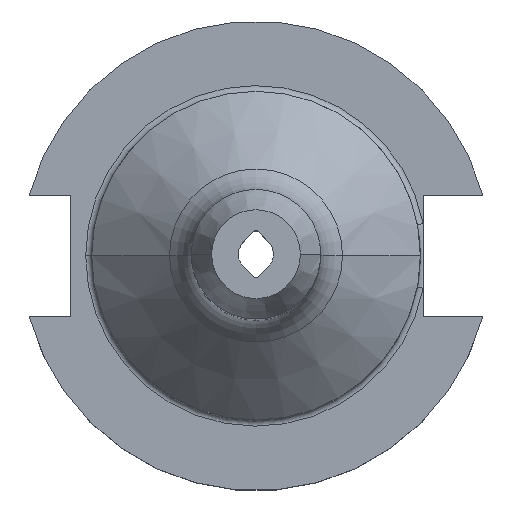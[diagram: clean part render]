
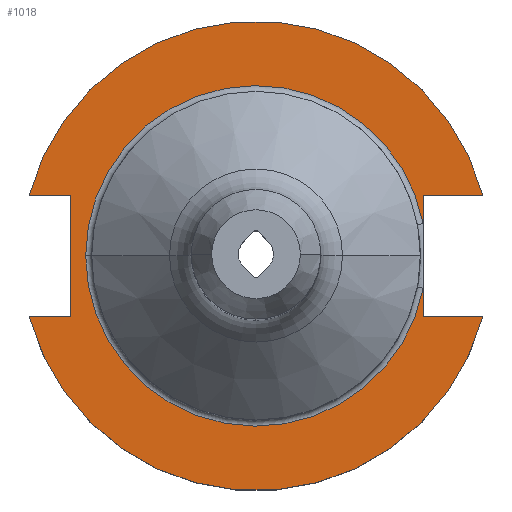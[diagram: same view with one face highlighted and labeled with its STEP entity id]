
A CAD part, top view. The second image highlights one B-rep face of the part: STEP entity #1018.
In plain terms, the highlighted planar face has unit normal (0, 0, 1).
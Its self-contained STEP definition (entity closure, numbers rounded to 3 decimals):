
#51 = CARTESIAN_POINT ( 'NONE',  ( 22.606, -4.373, 19.05 ) ) ;
#92 = CIRCLE ( 'NONE', #300, 23.025 ) ;
#93 = CIRCLE ( 'NONE', #1323, 23.025 ) ;
#103 = VERTEX_POINT ( 'NONE', #267 ) ;
#126 = CARTESIAN_POINT ( 'NONE',  ( 22.606, 8.191, 19.05 ) ) ;
#133 = VERTEX_POINT ( 'NONE', #250 ) ;
#142 = DIRECTION ( 'NONE',  ( 0., -1., 0. ) ) ;
#150 = FACE_OUTER_BOUND ( 'NONE', #1667, .T. ) ;
#181 = VERTEX_POINT ( 'NONE', #894 ) ;
#217 = AXIS2_PLACEMENT_3D ( 'NONE', #447, #358, #341 ) ;
#222 = CARTESIAN_POINT ( 'NONE',  ( -25.091, 8.191, 19.05 ) ) ;
#229 = VECTOR ( 'NONE', #1674, 1000. ) ;
#235 = CARTESIAN_POINT ( 'NONE',  ( -25.091, 8.191, 19.05 ) ) ;
#249 = CARTESIAN_POINT ( 'NONE',  ( 0., -8.191, 19.05 ) ) ;
#250 = CARTESIAN_POINT ( 'NONE',  ( 30.675, 8.191, 19.05 ) ) ;
#251 = DIRECTION ( 'NONE',  ( 1., 0., 0. ) ) ;
#267 = CARTESIAN_POINT ( 'NONE',  ( 30.675, -8.191, 19.05 ) ) ;
#300 = AXIS2_PLACEMENT_3D ( 'NONE', #670, #533, #649 ) ;
#313 = EDGE_CURVE ( 'NONE', #1671, #1045, #1645, .T. ) ;
#341 = DIRECTION ( 'NONE',  ( -1., 0., 0. ) ) ;
#358 = DIRECTION ( 'NONE',  ( 0., 0., -1. ) ) ;
#360 = VECTOR ( 'NONE', #1858, 1000. ) ;
#402 = VERTEX_POINT ( 'NONE', #1880 ) ;
#447 = CARTESIAN_POINT ( 'NONE',  ( 0., 22.225, 19.05 ) ) ;
#466 = DIRECTION ( 'NONE',  ( -1., 0., 0. ) ) ;
#469 = DIRECTION ( 'NONE',  ( 0., 0., -1. ) ) ;
#471 = CARTESIAN_POINT ( 'NONE',  ( 0., 0., 19.05 ) ) ;
#489 = PLANE ( 'NONE',  #217 ) ;
#526 = CIRCLE ( 'NONE', #582, 31.75 ) ;
#533 = DIRECTION ( 'NONE',  ( 0., 0., -1. ) ) ;
#567 = EDGE_CURVE ( 'NONE', #402, #1057, #746, .T. ) ;
#582 = AXIS2_PLACEMENT_3D ( 'NONE', #1305, #1306, #1317 ) ;
#635 = CARTESIAN_POINT ( 'NONE',  ( -25.091, -8.191, 19.05 ) ) ;
#649 = DIRECTION ( 'NONE',  ( -1., 0., 0. ) ) ;
#654 = ORIENTED_EDGE ( 'NONE', *, *, #313, .T. ) ;
#663 = ORIENTED_EDGE ( 'NONE', *, *, #1898, .T. ) ;
#670 = CARTESIAN_POINT ( 'NONE',  ( 0., 0., 19.05 ) ) ;
#700 = VECTOR ( 'NONE', #962, 1000. ) ;
#704 = ORIENTED_EDGE ( 'NONE', *, *, #1128, .F. ) ;
#716 = EDGE_CURVE ( 'NONE', #1668, #1671, #92, .T. ) ;
#746 = LINE ( 'NONE', #1636, #700 ) ;
#822 = EDGE_CURVE ( 'NONE', #1341, #1553, #825, .T. ) ;
#825 = LINE ( 'NONE', #235, #2017 ) ;
#827 = CARTESIAN_POINT ( 'NONE',  ( -23.025, 0., 19.05 ) ) ;
#842 = CARTESIAN_POINT ( 'NONE',  ( 22.606, 4.373, 19.05 ) ) ;
#872 = VERTEX_POINT ( 'NONE', #1930 ) ;
#876 = CARTESIAN_POINT ( 'NONE',  ( 0., 0., 19.05 ) ) ;
#877 = DIRECTION ( 'NONE',  ( 0., 0., 1. ) ) ;
#889 = DIRECTION ( 'NONE',  ( 1., 0., 0. ) ) ;
#894 = CARTESIAN_POINT ( 'NONE',  ( -30.675, 8.191, 19.05 ) ) ;
#950 = ORIENTED_EDGE ( 'NONE', *, *, #1296, .F. ) ;
#962 = DIRECTION ( 'NONE',  ( 0., 1., 0. ) ) ;
#1005 = EDGE_CURVE ( 'NONE', #1057, #1668, #93, .T. ) ;
#1018 = ADVANCED_FACE ( 'NONE', ( #150 ), #489, .F. ) ;
#1045 = VERTEX_POINT ( 'NONE', #126 ) ;
#1050 = CARTESIAN_POINT ( 'NONE',  ( 22.606, 22.225, 19.05 ) ) ;
#1057 = VERTEX_POINT ( 'NONE', #51 ) ;
#1128 = EDGE_CURVE ( 'NONE', #133, #1045, #1733, .T. ) ;
#1213 = ORIENTED_EDGE ( 'NONE', *, *, #716, .T. ) ;
#1226 = ORIENTED_EDGE ( 'NONE', *, *, #1690, .T. ) ;
#1296 = EDGE_CURVE ( 'NONE', #402, #103, #1628, .T. ) ;
#1305 = CARTESIAN_POINT ( 'NONE',  ( 0., 0., 19.05 ) ) ;
#1306 = DIRECTION ( 'NONE',  ( 0., 0., 1. ) ) ;
#1308 = LINE ( 'NONE', #1418, #360 ) ;
#1317 = DIRECTION ( 'NONE',  ( 1., 0., 0. ) ) ;
#1323 = AXIS2_PLACEMENT_3D ( 'NONE', #471, #469, #466 ) ;
#1341 = VERTEX_POINT ( 'NONE', #222 ) ;
#1362 = LINE ( 'NONE', #1390, #2040 ) ;
#1363 = ORIENTED_EDGE ( 'NONE', *, *, #1005, .T. ) ;
#1390 = CARTESIAN_POINT ( 'NONE',  ( -61.091, -8.191, 19.05 ) ) ;
#1398 = VECTOR ( 'NONE', #1951, 1000. ) ;
#1408 = DIRECTION ( 'NONE',  ( 1., 0., 0. ) ) ;
#1418 = CARTESIAN_POINT ( 'NONE',  ( -61.091, 8.191, 19.05 ) ) ;
#1421 = ORIENTED_EDGE ( 'NONE', *, *, #1967, .F. ) ;
#1553 = VERTEX_POINT ( 'NONE', #635 ) ;
#1618 = AXIS2_PLACEMENT_3D ( 'NONE', #876, #877, #889 ) ;
#1628 = LINE ( 'NONE', #249, #1995 ) ;
#1636 = CARTESIAN_POINT ( 'NONE',  ( 22.606, 22.225, 19.05 ) ) ;
#1645 = LINE ( 'NONE', #1050, #229 ) ;
#1661 = ORIENTED_EDGE ( 'NONE', *, *, #822, .T. ) ;
#1667 = EDGE_LOOP ( 'NONE', ( #1946, #1363, #1213, #654, #704, #663, #1992, #1661, #1421, #1226, #950 ) ) ;
#1668 = VERTEX_POINT ( 'NONE', #827 ) ;
#1671 = VERTEX_POINT ( 'NONE', #842 ) ;
#1674 = DIRECTION ( 'NONE',  ( 0., 1., 0. ) ) ;
#1690 = EDGE_CURVE ( 'NONE', #872, #103, #1966, .T. ) ;
#1733 = LINE ( 'NONE', #1796, #1398 ) ;
#1796 = CARTESIAN_POINT ( 'NONE',  ( 0., 8.191, 19.05 ) ) ;
#1858 = DIRECTION ( 'NONE',  ( 1., 0., 0. ) ) ;
#1880 = CARTESIAN_POINT ( 'NONE',  ( 22.606, -8.191, 19.05 ) ) ;
#1898 = EDGE_CURVE ( 'NONE', #133, #181, #526, .T. ) ;
#1930 = CARTESIAN_POINT ( 'NONE',  ( -30.675, -8.191, 19.05 ) ) ;
#1946 = ORIENTED_EDGE ( 'NONE', *, *, #567, .T. ) ;
#1951 = DIRECTION ( 'NONE',  ( -1., 0., 0. ) ) ;
#1966 = CIRCLE ( 'NONE', #1618, 31.75 ) ;
#1967 = EDGE_CURVE ( 'NONE', #872, #1553, #1362, .T. ) ;
#1992 = ORIENTED_EDGE ( 'NONE', *, *, #2009, .T. ) ;
#1995 = VECTOR ( 'NONE', #251, 1000. ) ;
#2009 = EDGE_CURVE ( 'NONE', #181, #1341, #1308, .T. ) ;
#2017 = VECTOR ( 'NONE', #142, 1000. ) ;
#2040 = VECTOR ( 'NONE', #1408, 1000. ) ;
